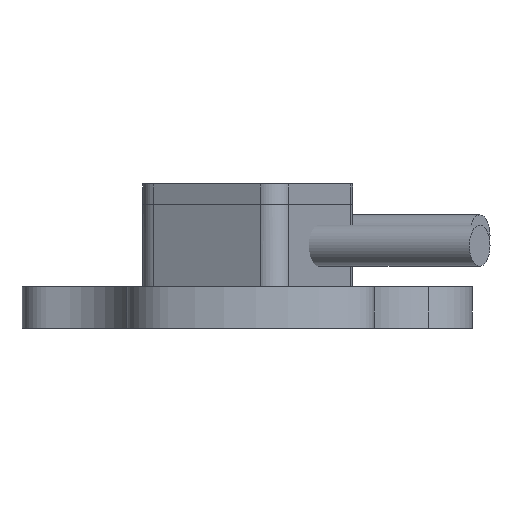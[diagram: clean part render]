
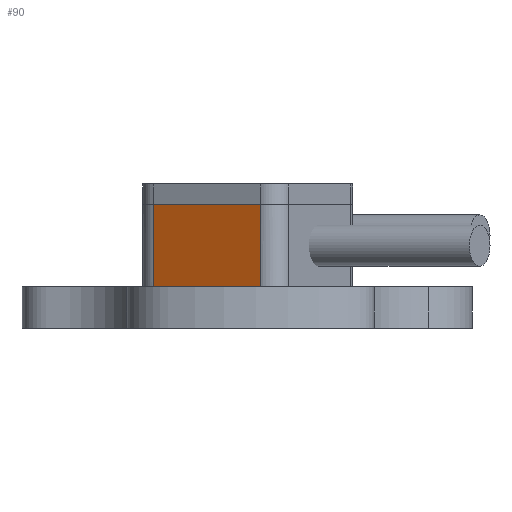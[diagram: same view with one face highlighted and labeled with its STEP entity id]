
A CAD part, front view. The second image highlights one B-rep face of the part: STEP entity #90.
In plain terms, the highlighted planar face has unit normal (-0.5, -0.866, 0).
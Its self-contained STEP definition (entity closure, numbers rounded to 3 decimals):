
#90=ADVANCED_FACE('',(#144),#863,.T.);
#144=FACE_OUTER_BOUND('',#207,.T.);
#207=EDGE_LOOP('',(#408,#409,#410,#411));
#408=ORIENTED_EDGE('',*,*,#620,.T.);
#409=ORIENTED_EDGE('',*,*,#583,.F.);
#410=ORIENTED_EDGE('',*,*,#584,.T.);
#411=ORIENTED_EDGE('',*,*,#585,.T.);
#583=EDGE_CURVE('',#821,#847,#713,.T.);
#584=EDGE_CURVE('',#821,#822,#714,.T.);
#585=EDGE_CURVE('',#822,#848,#715,.T.);
#620=EDGE_CURVE('',#848,#847,#750,.T.);
#713=(
BOUNDED_CURVE()
B_SPLINE_CURVE(1,(#2013,#2014),.UNSPECIFIED.,.F.,.F.)
B_SPLINE_CURVE_WITH_KNOTS((2,2),(0.,4.),.UNSPECIFIED.)
CURVE()
GEOMETRIC_REPRESENTATION_ITEM()
RATIONAL_B_SPLINE_CURVE((1.,1.))
REPRESENTATION_ITEM('')
);
#714=(
BOUNDED_CURVE()
B_SPLINE_CURVE(2,(#2015,#2016,#2017),.UNSPECIFIED.,.F.,.F.)
B_SPLINE_CURVE_WITH_KNOTS((3,3),(-123.996,-117.996),
 .UNSPECIFIED.)
CURVE()
GEOMETRIC_REPRESENTATION_ITEM()
RATIONAL_B_SPLINE_CURVE((1.,1.,1.))
REPRESENTATION_ITEM('')
);
#715=(
BOUNDED_CURVE()
B_SPLINE_CURVE(1,(#2018,#2019),.UNSPECIFIED.,.F.,.F.)
B_SPLINE_CURVE_WITH_KNOTS((2,2),(0.,4.),.UNSPECIFIED.)
CURVE()
GEOMETRIC_REPRESENTATION_ITEM()
RATIONAL_B_SPLINE_CURVE((1.,1.))
REPRESENTATION_ITEM('')
);
#750=(
BOUNDED_CURVE()
B_SPLINE_CURVE(2,(#2301,#2302,#2303),.UNSPECIFIED.,.F.,.F.)
B_SPLINE_CURVE_WITH_KNOTS((3,3),(117.996,123.996),
 .UNSPECIFIED.)
CURVE()
GEOMETRIC_REPRESENTATION_ITEM()
RATIONAL_B_SPLINE_CURVE((1.,1.,1.))
REPRESENTATION_ITEM('')
);
#821=VERTEX_POINT('',#1959);
#822=VERTEX_POINT('',#1960);
#847=VERTEX_POINT('',#1985);
#848=VERTEX_POINT('',#1986);
#863=PLANE('',#1023);
#1023=AXIS2_PLACEMENT_3D('',#1806,#1076,$);
#1076=DIRECTION('',(-0.5,-0.866,0.));
#1806=CARTESIAN_POINT('',(0.598,-4.964,6.));
#1959=CARTESIAN_POINT('',(0.598,-4.964,6.));
#1960=CARTESIAN_POINT('',(-4.598,-1.964,6.));
#1985=CARTESIAN_POINT('',(0.598,-4.964,2.));
#1986=CARTESIAN_POINT('',(-4.598,-1.964,2.));
#2013=CARTESIAN_POINT('',(0.598,-4.964,6.));
#2014=CARTESIAN_POINT('',(0.598,-4.964,2.));
#2015=CARTESIAN_POINT('',(0.598,-4.964,6.));
#2016=CARTESIAN_POINT('',(-2.,-3.464,6.));
#2017=CARTESIAN_POINT('',(-4.598,-1.964,6.));
#2018=CARTESIAN_POINT('',(-4.598,-1.964,6.));
#2019=CARTESIAN_POINT('',(-4.598,-1.964,2.));
#2301=CARTESIAN_POINT('',(-4.598,-1.964,2.));
#2302=CARTESIAN_POINT('',(-2.,-3.464,2.));
#2303=CARTESIAN_POINT('',(0.598,-4.964,2.));
